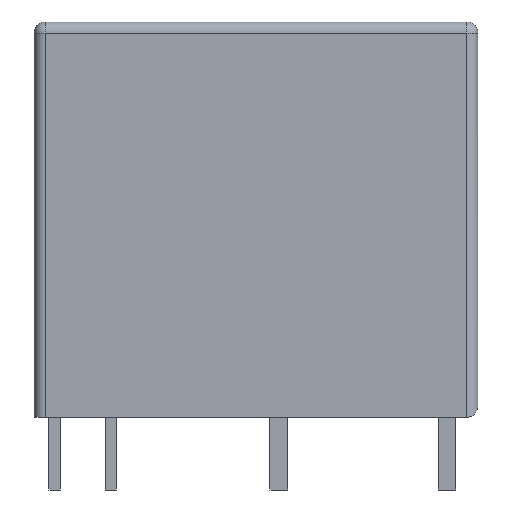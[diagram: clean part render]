
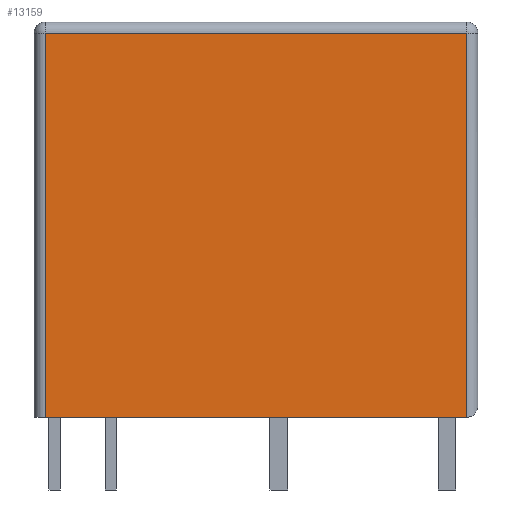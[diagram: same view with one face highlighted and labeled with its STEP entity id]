
A CAD part, front view. The second image highlights one B-rep face of the part: STEP entity #13159.
In plain terms, the highlighted planar face has unit normal (0, -1, 0).
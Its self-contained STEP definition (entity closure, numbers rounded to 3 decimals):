
#2034 = EDGE_CURVE ( 'NONE', #10557, #4930, #15223, .T. ) ;
#3467 = VECTOR ( 'NONE', #12425, 1000. ) ;
#3886 = DIRECTION ( 'NONE',  ( 0., 1., 0. ) ) ;
#4468 = VERTEX_POINT ( 'NONE', #11949 ) ;
#4930 = VERTEX_POINT ( 'NONE', #10118 ) ;
#5602 = VECTOR ( 'NONE', #7005, 1000. ) ;
#6027 = EDGE_LOOP ( 'NONE', ( #9174, #15085, #11205, #9620 ) ) ;
#6127 = DIRECTION ( 'NONE',  ( -1., 0., 0. ) ) ;
#6253 = PLANE ( 'NONE',  #6573 ) ;
#6291 = LINE ( 'NONE', #15504, #14212 ) ;
#6573 = AXIS2_PLACEMENT_3D ( 'NONE', #12104, #3886, #10839 ) ;
#6963 = EDGE_CURVE ( 'NONE', #11323, #10557, #9397, .T. ) ;
#7005 = DIRECTION ( 'NONE',  ( -1., 0., 0. ) ) ;
#7256 = FACE_OUTER_BOUND ( 'NONE', #6027, .T. ) ;
#7525 = CARTESIAN_POINT ( 'NONE',  ( 9.55, -2.5, 17. ) ) ;
#8237 = VECTOR ( 'NONE', #15063, 1000. ) ;
#9174 = ORIENTED_EDGE ( 'NONE', *, *, #9190, .F. ) ;
#9190 = EDGE_CURVE ( 'NONE', #4468, #4930, #6291, .T. ) ;
#9397 = LINE ( 'NONE', #11680, #5602 ) ;
#9495 = EDGE_CURVE ( 'NONE', #4468, #11323, #13451, .T. ) ;
#9620 = ORIENTED_EDGE ( 'NONE', *, *, #2034, .T. ) ;
#10118 = CARTESIAN_POINT ( 'NONE',  ( -9.55, -2.5, -0.4 ) ) ;
#10557 = VERTEX_POINT ( 'NONE', #13286 ) ;
#10839 = DIRECTION ( 'NONE',  ( 0., 0., 1. ) ) ;
#11205 = ORIENTED_EDGE ( 'NONE', *, *, #6963, .T. ) ;
#11323 = VERTEX_POINT ( 'NONE', #7525 ) ;
#11680 = CARTESIAN_POINT ( 'NONE',  ( -10.05, -2.5, 17. ) ) ;
#11949 = CARTESIAN_POINT ( 'NONE',  ( 9.55, -2.5, -0.4 ) ) ;
#12104 = CARTESIAN_POINT ( 'NONE',  ( -10.05, -2.5, 17.5 ) ) ;
#12425 = DIRECTION ( 'NONE',  ( 0., 0., 1. ) ) ;
#13159 = ADVANCED_FACE ( 'NONE', ( #7256 ), #6253, .F. ) ;
#13286 = CARTESIAN_POINT ( 'NONE',  ( -9.55, -2.5, 17. ) ) ;
#13451 = LINE ( 'NONE', #13602, #3467 ) ;
#13602 = CARTESIAN_POINT ( 'NONE',  ( 9.55, -2.5, 17.5 ) ) ;
#14212 = VECTOR ( 'NONE', #6127, 1000. ) ;
#14917 = CARTESIAN_POINT ( 'NONE',  ( -9.55, -2.5, 17.5 ) ) ;
#15063 = DIRECTION ( 'NONE',  ( 0., 0., -1. ) ) ;
#15085 = ORIENTED_EDGE ( 'NONE', *, *, #9495, .T. ) ;
#15223 = LINE ( 'NONE', #14917, #8237 ) ;
#15504 = CARTESIAN_POINT ( 'NONE',  ( 10.05, -2.5, -0.4 ) ) ;
